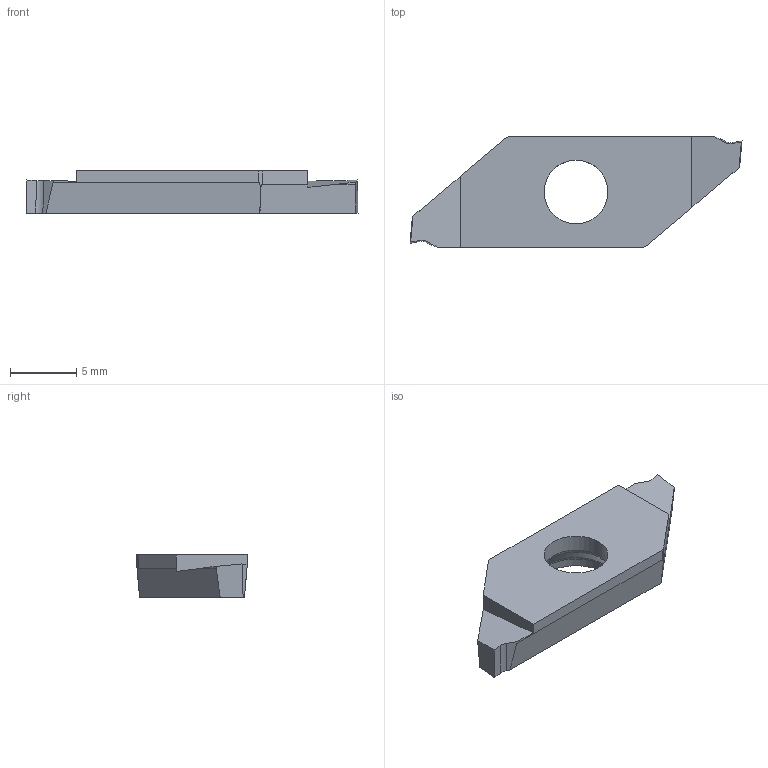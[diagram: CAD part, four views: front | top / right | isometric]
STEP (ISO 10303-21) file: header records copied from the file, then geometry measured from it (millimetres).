
FILE_DESCRIPTION(/* description */ (''),/* implementation_level */ '2;1');
FILE_NAME(/* name */ 'AAA379161_A.STP',/* time_stamp */ '2023-08-29T16:07:09+02:00',/* author */ (''),/* organization */ ('SMS'),/* preprocessor_version */ 'ST-DEVELOPER v16.7',/* originating_system */ 'SIEMENS PLM Software NX 12.0',/* authorisation */ '');
FILE_SCHEMA (('AUTOMOTIVE_DESIGN { 1 0 10303 214 3 1 1 1 }'));
Length unit declared in the file: millimetre
Products named in the file (1): AAA379161_A
Bounding box: 25 x 8.3 x 3.18 mm (x, y, z)
Volume: 404.8 mm3; surface area: 496 mm2
Topology: 1 solids, 1 shells, 33 faces, 93 edges, 64 vertices
Faces by surface type: plane 22, cylinder 5, extrusion 2, cone 2, torus 2
Full cylindrical faces by diameter (mm): 4.8 x1
Entity records: 1104 total; most frequent: CARTESIAN_POINT 217, DIRECTION 170, ORIENTED_EDGE 168, EDGE_CURVE 84, VECTOR 66, LINE 64, VERTEX_POINT 58, AXIS2_PLACEMENT_3D 52
